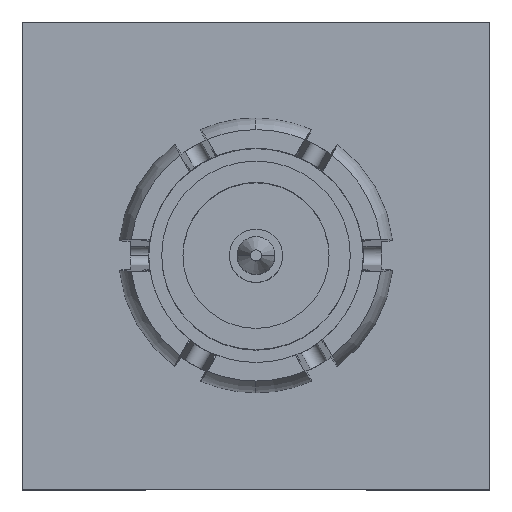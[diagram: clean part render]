
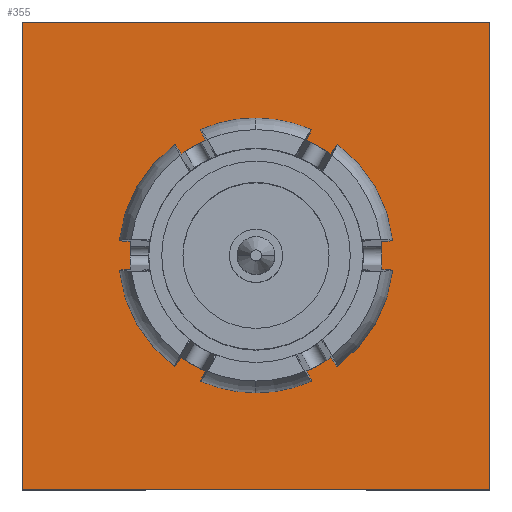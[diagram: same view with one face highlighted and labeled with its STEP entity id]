
A CAD part, top view. The second image highlights one B-rep face of the part: STEP entity #355.
In plain terms, the highlighted planar face has unit normal (0, 0, 1).
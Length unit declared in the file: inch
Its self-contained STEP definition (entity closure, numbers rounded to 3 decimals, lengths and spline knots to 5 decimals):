
#44 = VERTEX_POINT ( 'NONE', #3066 ) ;
#313 = AXIS2_PLACEMENT_3D ( 'NONE', #1735, #3085, #2446 ) ;
#328 = DIRECTION ( 'NONE',  ( 1., 0., 0. ) ) ;
#355 = ADVANCED_FACE ( 'NONE', ( #4191, #4211 ), #809, .F. ) ;
#440 = CARTESIAN_POINT ( 'NONE',  ( 0., 0., 0. ) ) ;
#450 = ORIENTED_EDGE ( 'NONE', *, *, #3431, .T. ) ;
#511 = CIRCLE ( 'NONE', #3738, 0.06733 ) ;
#636 = ORIENTED_EDGE ( 'NONE', *, *, #2325, .F. ) ;
#742 = EDGE_CURVE ( 'NONE', #44, #1832, #511, .T. ) ;
#762 = DIRECTION ( 'NONE',  ( 0., 0., -1. ) ) ;
#809 = PLANE ( 'NONE',  #4183 ) ;
#1066 = CARTESIAN_POINT ( 'NONE',  ( 0., 0., 0. ) ) ;
#1255 = EDGE_LOOP ( 'NONE', ( #450, #3611, #3756, #4309 ) ) ;
#1302 = CARTESIAN_POINT ( 'NONE',  ( 0.125, 0.125, 0. ) ) ;
#1319 = DIRECTION ( 'NONE',  ( -1., 0., 0. ) ) ;
#1470 = VERTEX_POINT ( 'NONE', #1302 ) ;
#1484 = DIRECTION ( 'NONE',  ( -1., 0., 0. ) ) ;
#1604 = CARTESIAN_POINT ( 'NONE',  ( -0.125, 0.125, 0. ) ) ;
#1645 = CARTESIAN_POINT ( 'NONE',  ( -0.125, -0.125, 0. ) ) ;
#1735 = CARTESIAN_POINT ( 'NONE',  ( 0., 0., 0. ) ) ;
#1827 = VECTOR ( 'NONE', #1319, 39.37008 ) ;
#1832 = VERTEX_POINT ( 'NONE', #3615 ) ;
#1942 = LINE ( 'NONE', #1604, #1827 ) ;
#1979 = LINE ( 'NONE', #1645, #3159 ) ;
#2072 = DIRECTION ( 'NONE',  ( -1., 0., 0. ) ) ;
#2148 = VERTEX_POINT ( 'NONE', #4089 ) ;
#2325 = EDGE_CURVE ( 'NONE', #1832, #44, #3750, .T. ) ;
#2330 = DIRECTION ( 'NONE',  ( 0., -1., 0. ) ) ;
#2362 = DIRECTION ( 'NONE',  ( 0., 1., 0. ) ) ;
#2387 = LINE ( 'NONE', #3138, #2452 ) ;
#2427 = DIRECTION ( 'NONE',  ( 0., 0., 1. ) ) ;
#2446 = DIRECTION ( 'NONE',  ( -1., 0., 0. ) ) ;
#2452 = VECTOR ( 'NONE', #2362, 39.37008 ) ;
#2532 = VERTEX_POINT ( 'NONE', #3890 ) ;
#2641 = CARTESIAN_POINT ( 'NONE',  ( -0.125, -0.125, 0. ) ) ;
#2669 = VECTOR ( 'NONE', #328, 39.37008 ) ;
#2711 = CARTESIAN_POINT ( 'NONE',  ( -0.125, 0.125, 0. ) ) ;
#2985 = EDGE_CURVE ( 'NONE', #4288, #2148, #1979, .T. ) ;
#2991 = ORIENTED_EDGE ( 'NONE', *, *, #742, .F. ) ;
#3066 = CARTESIAN_POINT ( 'NONE',  ( 0.06733, 0., 0. ) ) ;
#3085 = DIRECTION ( 'NONE',  ( 0., 0., 1. ) ) ;
#3138 = CARTESIAN_POINT ( 'NONE',  ( 0.125, -0.125, 0. ) ) ;
#3159 = VECTOR ( 'NONE', #2330, 39.37008 ) ;
#3352 = EDGE_CURVE ( 'NONE', #2148, #2532, #3668, .T. ) ;
#3431 = EDGE_CURVE ( 'NONE', #2532, #1470, #2387, .T. ) ;
#3611 = ORIENTED_EDGE ( 'NONE', *, *, #4168, .T. ) ;
#3615 = CARTESIAN_POINT ( 'NONE',  ( -0.06733, 0., 0. ) ) ;
#3668 = LINE ( 'NONE', #2641, #2669 ) ;
#3738 = AXIS2_PLACEMENT_3D ( 'NONE', #1066, #2427, #2072 ) ;
#3750 = CIRCLE ( 'NONE', #313, 0.06733 ) ;
#3756 = ORIENTED_EDGE ( 'NONE', *, *, #2985, .T. ) ;
#3872 = EDGE_LOOP ( 'NONE', ( #2991, #636 ) ) ;
#3890 = CARTESIAN_POINT ( 'NONE',  ( 0.125, -0.125, 0. ) ) ;
#4089 = CARTESIAN_POINT ( 'NONE',  ( -0.125, -0.125, 0. ) ) ;
#4168 = EDGE_CURVE ( 'NONE', #1470, #4288, #1942, .T. ) ;
#4183 = AXIS2_PLACEMENT_3D ( 'NONE', #440, #762, #1484 ) ;
#4191 = FACE_BOUND ( 'NONE', #3872, .T. ) ;
#4211 = FACE_OUTER_BOUND ( 'NONE', #1255, .T. ) ;
#4288 = VERTEX_POINT ( 'NONE', #2711 ) ;
#4309 = ORIENTED_EDGE ( 'NONE', *, *, #3352, .T. ) ;
